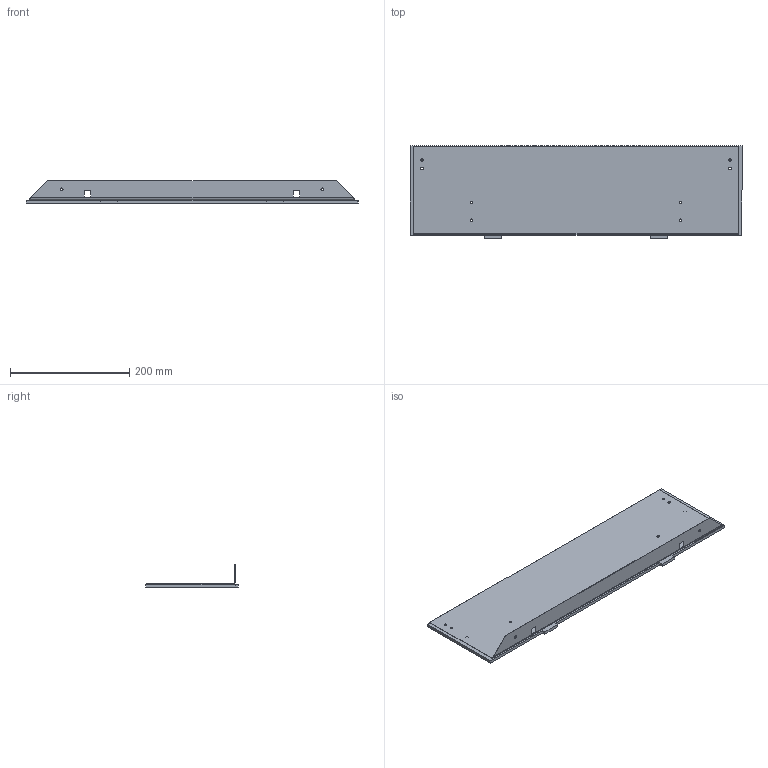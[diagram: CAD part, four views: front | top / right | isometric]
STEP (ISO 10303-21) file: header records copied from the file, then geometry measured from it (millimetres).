
FILE_DESCRIPTION (( 'STEP AP214' ), '1' );
FILE_NAME ('Box_longer side subassembly.STEP', '2020-04-13T12:21:05', ( '' ), ( '' ), 'SwSTEP 2.0', 'SolidWorks 2019', '' );
FILE_SCHEMA (( 'AUTOMOTIVE_DESIGN' ));
Length unit declared in the file: millimetre
Products named in the file (3): Box_longer side; Sheet metal longer side; Box_longer side subassembly
Assembly tree (2 placements, depth 2):
  Box_longer side subassembly
    Box_longer side
    Sheet metal longer side
Bounding box: 557 x 155.2 x 38.18 mm (x, y, z)
Volume: 470015.6 mm3; surface area: 369736.9 mm2
Topology: 2 solids, 2 shells, 78 faces, 214 edges, 140 vertices
Faces by surface type: cylinder 42, plane 34, bspline 2
Entity records: 2736 total; most frequent: CARTESIAN_POINT 499, DIRECTION 452, ORIENTED_EDGE 428, EDGE_CURVE 214, AXIS2_PLACEMENT_3D 165, VERTEX_POINT 140, LINE 122, VECTOR 122
